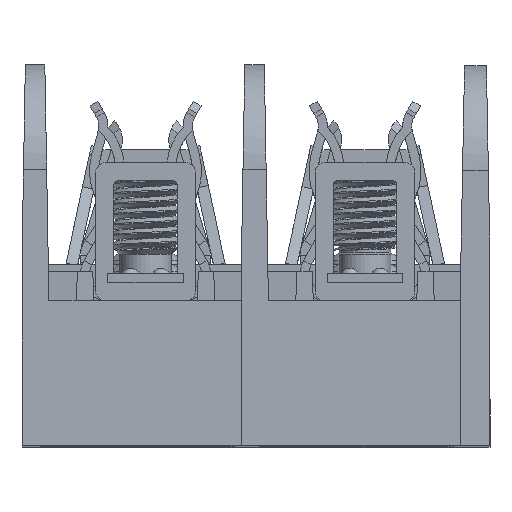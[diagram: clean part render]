
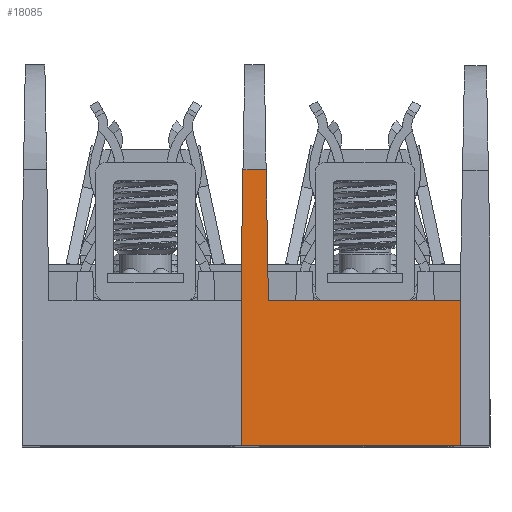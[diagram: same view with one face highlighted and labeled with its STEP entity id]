
A CAD part, top view. The second image highlights one B-rep face of the part: STEP entity #18085.
In plain terms, the highlighted planar face has unit normal (0, 0.035, 0.999).
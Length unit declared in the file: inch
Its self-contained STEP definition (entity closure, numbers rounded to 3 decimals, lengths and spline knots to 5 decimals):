
#699 = CARTESIAN_POINT ( 'NONE',  ( 0.32951, 0.62187, 1.50328 ) ) ;
#1098 = FACE_OUTER_BOUND ( 'NONE', #28815, .T. ) ;
#1731 = VERTEX_POINT ( 'NONE', #14900 ) ;
#1960 = DIRECTION ( 'NONE',  ( 1., 0., 0. ) ) ;
#3179 = DIRECTION ( 'NONE',  ( 0., -0.999, 0.035 ) ) ;
#3279 = CARTESIAN_POINT ( 'NONE',  ( 0.33, 0., 1.525 ) ) ;
#4084 = CARTESIAN_POINT ( 'NONE',  ( 0.41484, 0.94809, 1.49189 ) ) ;
#4811 = VECTOR ( 'NONE', #22084, 39.37008 ) ;
#7704 = DIRECTION ( 'NONE',  ( -0.017, -0.999, 0.035 ) ) ;
#7901 = DIRECTION ( 'NONE',  ( 0., -0.999, 0.035 ) ) ;
#8309 = CARTESIAN_POINT ( 'NONE',  ( 1.085, 0., 1.525 ) ) ;
#8947 = CARTESIAN_POINT ( 'NONE',  ( 0.33, 0., 1.525 ) ) ;
#9592 = VERTEX_POINT ( 'NONE', #3279 ) ;
#13143 = ORIENTED_EDGE ( 'NONE', *, *, #42490, .F. ) ;
#14900 = CARTESIAN_POINT ( 'NONE',  ( 0.33, 0.65, 1.5023 ) ) ;
#15607 = LINE ( 'NONE', #699, #24900 ) ;
#16126 = CARTESIAN_POINT ( 'NONE',  ( 1.085, 0.5, 1.50754 ) ) ;
#17157 = ORIENTED_EDGE ( 'NONE', *, *, #37931, .T. ) ;
#17939 = VERTEX_POINT ( 'NONE', #29760 ) ;
#18085 = ADVANCED_FACE ( 'NONE', ( #1098 ), #30948, .T. ) ;
#18724 = ORIENTED_EDGE ( 'NONE', *, *, #22510, .T. ) ;
#19786 = EDGE_CURVE ( 'NONE', #38869, #1731, #15607, .T. ) ;
#21283 = LINE ( 'NONE', #23056, #39850 ) ;
#22084 = DIRECTION ( 'NONE',  ( 0., -0.999, 0.035 ) ) ;
#22510 = EDGE_CURVE ( 'NONE', #41866, #38869, #33759, .T. ) ;
#22741 = DIRECTION ( 'NONE',  ( -1., 0., 0. ) ) ;
#23056 = CARTESIAN_POINT ( 'NONE',  ( 0.33, 0.5, 1.50754 ) ) ;
#23332 = ORIENTED_EDGE ( 'NONE', *, *, #34330, .F. ) ;
#24120 = DIRECTION ( 'NONE',  ( 0., 0.035, 0.999 ) ) ;
#24845 = VECTOR ( 'NONE', #37247, 39.37008 ) ;
#24900 = VECTOR ( 'NONE', #7704, 39.37008 ) ;
#25088 = LINE ( 'NONE', #28800, #43656 ) ;
#25646 = EDGE_CURVE ( 'NONE', #1731, #9592, #25088, .T. ) ;
#25720 = VERTEX_POINT ( 'NONE', #16126 ) ;
#26175 = EDGE_CURVE ( 'NONE', #9592, #27527, #36453, .T. ) ;
#27208 = VECTOR ( 'NONE', #29844, 39.37008 ) ;
#27527 = VERTEX_POINT ( 'NONE', #44480 ) ;
#28800 = CARTESIAN_POINT ( 'NONE',  ( 0.33, 0., 1.525 ) ) ;
#28815 = EDGE_LOOP ( 'NONE', ( #17157, #18724, #41746, #44214, #42996, #13143, #23332 ) ) ;
#29751 = CARTESIAN_POINT ( 'NONE',  ( 0.33, 0.94809, 1.49189 ) ) ;
#29760 = CARTESIAN_POINT ( 'NONE',  ( 0.42266, 0.5, 1.50754 ) ) ;
#29844 = DIRECTION ( 'NONE',  ( 1., 0., 0. ) ) ;
#30272 = CARTESIAN_POINT ( 'NONE',  ( 0.40903, 1.28107, 1.48026 ) ) ;
#30842 = AXIS2_PLACEMENT_3D ( 'NONE', #45002, #24120, #3179 ) ;
#30948 = PLANE ( 'NONE',  #30842 ) ;
#31539 = LINE ( 'NONE', #8309, #4811 ) ;
#33759 = LINE ( 'NONE', #29751, #41962 ) ;
#34099 = LINE ( 'NONE', #30272, #24845 ) ;
#34330 = EDGE_CURVE ( 'NONE', #17939, #25720, #21283, .T. ) ;
#36453 = LINE ( 'NONE', #8947, #27208 ) ;
#37247 = DIRECTION ( 'NONE',  ( -0.017, 0.999, -0.035 ) ) ;
#37931 = EDGE_CURVE ( 'NONE', #17939, #41866, #34099, .T. ) ;
#38869 = VERTEX_POINT ( 'NONE', #42958 ) ;
#39850 = VECTOR ( 'NONE', #1960, 39.37008 ) ;
#41746 = ORIENTED_EDGE ( 'NONE', *, *, #19786, .T. ) ;
#41866 = VERTEX_POINT ( 'NONE', #4084 ) ;
#41962 = VECTOR ( 'NONE', #22741, 39.37008 ) ;
#42490 = EDGE_CURVE ( 'NONE', #25720, #27527, #31539, .T. ) ;
#42958 = CARTESIAN_POINT ( 'NONE',  ( 0.3352, 0.94809, 1.49189 ) ) ;
#42996 = ORIENTED_EDGE ( 'NONE', *, *, #26175, .T. ) ;
#43656 = VECTOR ( 'NONE', #7901, 39.37008 ) ;
#44214 = ORIENTED_EDGE ( 'NONE', *, *, #25646, .T. ) ;
#44480 = CARTESIAN_POINT ( 'NONE',  ( 1.085, 0., 1.525 ) ) ;
#45002 = CARTESIAN_POINT ( 'NONE',  ( 0.33, 0., 1.525 ) ) ;
